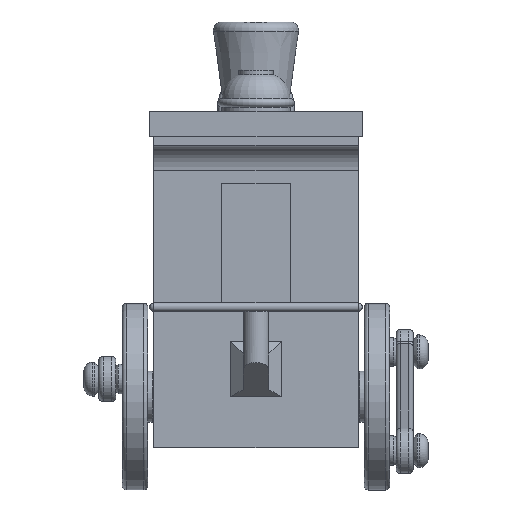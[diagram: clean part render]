
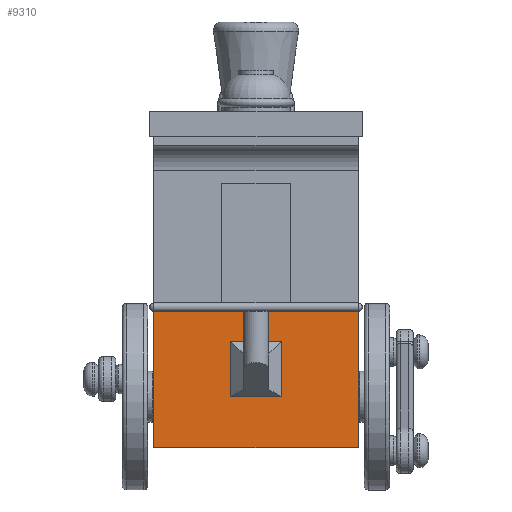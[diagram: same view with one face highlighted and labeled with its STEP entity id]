
A CAD part, left-side view. The second image highlights one B-rep face of the part: STEP entity #9310.
In plain terms, the highlighted planar face has unit normal (-1, 0, 0).
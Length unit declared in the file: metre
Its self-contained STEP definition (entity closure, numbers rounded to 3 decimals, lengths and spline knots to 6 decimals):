
#255=PLANE('',#10214);
#1061=LINE('',#15650,#1645);
#1062=LINE('',#15653,#1646);
#1063=LINE('',#15655,#1647);
#1064=LINE('',#15657,#1648);
#1065=LINE('',#15658,#1649);
#1066=LINE('',#15661,#1650);
#1067=LINE('',#15663,#1651);
#1068=LINE('',#15665,#1652);
#1645=VECTOR('',#11889,1.);
#1646=VECTOR('',#11890,1.);
#1647=VECTOR('',#11891,1.);
#1648=VECTOR('',#11892,1.);
#1649=VECTOR('',#11893,1.);
#1650=VECTOR('',#11894,1.);
#1651=VECTOR('',#11895,1.);
#1652=VECTOR('',#11896,1.);
#3318=ORIENTED_EDGE('',*,*,#5498,.T.);
#3319=ORIENTED_EDGE('',*,*,#5499,.T.);
#3320=ORIENTED_EDGE('',*,*,#5500,.T.);
#3321=ORIENTED_EDGE('',*,*,#5501,.T.);
#3322=ORIENTED_EDGE('',*,*,#5502,.T.);
#3323=ORIENTED_EDGE('',*,*,#5503,.F.);
#3324=ORIENTED_EDGE('',*,*,#5504,.F.);
#3325=ORIENTED_EDGE('',*,*,#5505,.T.);
#5498=EDGE_CURVE('',#6642,#6643,#1061,.T.);
#5499=EDGE_CURVE('',#6643,#6644,#1062,.T.);
#5500=EDGE_CURVE('',#6644,#6645,#1063,.T.);
#5501=EDGE_CURVE('',#6645,#6642,#1064,.T.);
#5502=EDGE_CURVE('',#6646,#6647,#1065,.T.);
#5503=EDGE_CURVE('',#6648,#6647,#1066,.T.);
#5504=EDGE_CURVE('',#6649,#6648,#1067,.T.);
#5505=EDGE_CURVE('',#6649,#6646,#1068,.T.);
#6642=VERTEX_POINT('',#15651);
#6643=VERTEX_POINT('',#15652);
#6644=VERTEX_POINT('',#15654);
#6645=VERTEX_POINT('',#15656);
#6646=VERTEX_POINT('',#15659);
#6647=VERTEX_POINT('',#15660);
#6648=VERTEX_POINT('',#15662);
#6649=VERTEX_POINT('',#15664);
#7827=EDGE_LOOP('',(#3318,#3319,#3320,#3321));
#7828=EDGE_LOOP('',(#3322,#3323,#3324,#3325));
#8491=FACE_BOUND('',#7827,.T.);
#8492=FACE_BOUND('',#7828,.T.);
#9310=ADVANCED_FACE('',(#8491,#8492),#255,.F.);
#10214=AXIS2_PLACEMENT_3D('',#15649,#11887,#11888);
#11887=DIRECTION('',(1.,0.,0.));
#11888=DIRECTION('',(0.,0.,-1.));
#11889=DIRECTION('',(0.,1.,0.));
#11890=DIRECTION('',(0.,0.,1.));
#11891=DIRECTION('',(0.,-1.,0.));
#11892=DIRECTION('',(0.,0.,-1.));
#11893=DIRECTION('',(0.,0.,-1.));
#11894=DIRECTION('',(0.,1.,0.));
#11895=DIRECTION('',(0.,0.,-1.));
#11896=DIRECTION('',(0.,1.,0.));
#15649=CARTESIAN_POINT('',(0.055965,-0.012,0.039945));
#15650=CARTESIAN_POINT('',(0.055965,-0.0015,0.032404));
#15651=CARTESIAN_POINT('',(0.055965,-0.003,0.032404));
#15652=CARTESIAN_POINT('',(0.055965,0.003,0.032404));
#15653=CARTESIAN_POINT('',(0.055965,0.003,0.037445));
#15654=CARTESIAN_POINT('',(0.055965,0.003,0.038945));
#15655=CARTESIAN_POINT('',(0.055965,-0.0015,0.038945));
#15656=CARTESIAN_POINT('',(0.055965,-0.003,0.038945));
#15657=CARTESIAN_POINT('',(0.055965,-0.003,0.039945));
#15658=CARTESIAN_POINT('',(0.055965,0.012,0.039945));
#15659=CARTESIAN_POINT('',(0.055965,0.012,0.042445));
#15660=CARTESIAN_POINT('',(0.055965,0.012,0.026445));
#15661=CARTESIAN_POINT('',(0.055965,-0.012,0.026445));
#15662=CARTESIAN_POINT('',(0.055965,-0.012,0.026445));
#15663=CARTESIAN_POINT('',(0.055965,-0.012,0.039945));
#15664=CARTESIAN_POINT('',(0.055965,-0.012,0.042445));
#15665=CARTESIAN_POINT('',(0.055965,-0.012,0.042445));
